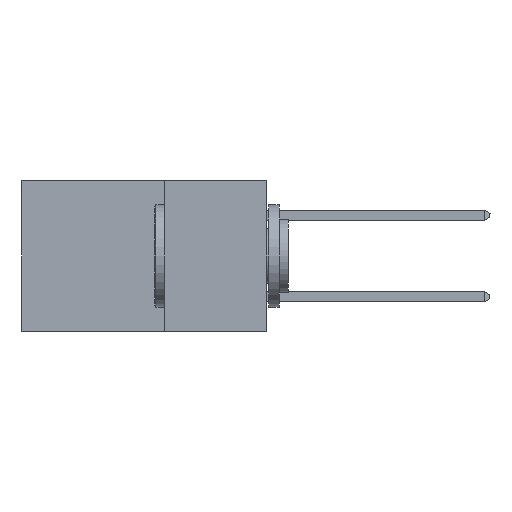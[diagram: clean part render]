
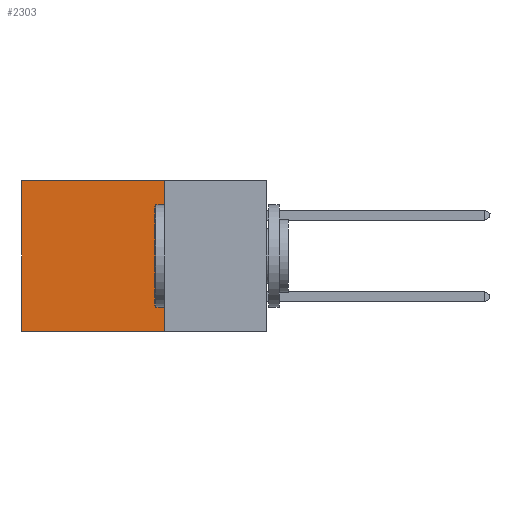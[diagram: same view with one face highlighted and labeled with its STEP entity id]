
A CAD part, left-side view. The second image highlights one B-rep face of the part: STEP entity #2303.
In plain terms, the highlighted planar face has unit normal (-1, 0, 0).
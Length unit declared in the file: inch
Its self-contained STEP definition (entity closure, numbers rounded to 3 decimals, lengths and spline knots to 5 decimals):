
#140 = VERTEX_POINT ( 'NONE', #20737 ) ;
#810 = CARTESIAN_POINT ( 'NONE',  ( 0.2875, 0.25, 0. ) ) ;
#1287 = CARTESIAN_POINT ( 'NONE',  ( 0.2875, 0.25, -0.37 ) ) ;
#2133 = VECTOR ( 'NONE', #33537, 39.37008 ) ;
#2303 = ADVANCED_FACE ( 'NONE', ( #7157 ), #12397, .F. ) ;
#3682 = DIRECTION ( 'NONE',  ( 0., 0., -1. ) ) ;
#6643 = VERTEX_POINT ( 'NONE', #23929 ) ;
#7087 = VECTOR ( 'NONE', #9803, 39.37008 ) ;
#7157 = FACE_OUTER_BOUND ( 'NONE', #28654, .T. ) ;
#7425 = DIRECTION ( 'NONE',  ( 0., 1., 0. ) ) ;
#7941 = CARTESIAN_POINT ( 'NONE',  ( 0.2875, 0.25, -0.37 ) ) ;
#9803 = DIRECTION ( 'NONE',  ( 0., 0., -1. ) ) ;
#9804 = EDGE_CURVE ( 'NONE', #24155, #140, #32217, .T. ) ;
#10235 = LINE ( 'NONE', #21446, #2133 ) ;
#10853 = EDGE_CURVE ( 'NONE', #24155, #21571, #10235, .T. ) ;
#12397 = PLANE ( 'NONE',  #22168 ) ;
#19779 = ORIENTED_EDGE ( 'NONE', *, *, #9804, .T. ) ;
#20737 = CARTESIAN_POINT ( 'NONE',  ( 0.2875, 0.6, 0. ) ) ;
#21446 = CARTESIAN_POINT ( 'NONE',  ( 0.2875, 0.25, 0. ) ) ;
#21571 = VERTEX_POINT ( 'NONE', #1287 ) ;
#22168 = AXIS2_PLACEMENT_3D ( 'NONE', #36979, #24188, #3682 ) ;
#23929 = CARTESIAN_POINT ( 'NONE',  ( 0.2875, 0.6, -0.37 ) ) ;
#24155 = VERTEX_POINT ( 'NONE', #34742 ) ;
#24188 = DIRECTION ( 'NONE',  ( 1., 0., 0. ) ) ;
#25963 = VECTOR ( 'NONE', #7425, 39.37008 ) ;
#27624 = LINE ( 'NONE', #7941, #34301 ) ;
#27735 = ORIENTED_EDGE ( 'NONE', *, *, #10853, .F. ) ;
#28654 = EDGE_LOOP ( 'NONE', ( #33664, #37349, #27735, #19779 ) ) ;
#30872 = CARTESIAN_POINT ( 'NONE',  ( 0.2875, 0.6, 0. ) ) ;
#31315 = EDGE_CURVE ( 'NONE', #21571, #6643, #27624, .T. ) ;
#32217 = LINE ( 'NONE', #810, #25963 ) ;
#33537 = DIRECTION ( 'NONE',  ( 0., 0., -1. ) ) ;
#33664 = ORIENTED_EDGE ( 'NONE', *, *, #37675, .T. ) ;
#34301 = VECTOR ( 'NONE', #37910, 39.37008 ) ;
#34742 = CARTESIAN_POINT ( 'NONE',  ( 0.2875, 0.25, 0. ) ) ;
#36979 = CARTESIAN_POINT ( 'NONE',  ( 0.2875, 0.25, 0. ) ) ;
#37252 = LINE ( 'NONE', #30872, #7087 ) ;
#37349 = ORIENTED_EDGE ( 'NONE', *, *, #31315, .F. ) ;
#37675 = EDGE_CURVE ( 'NONE', #140, #6643, #37252, .T. ) ;
#37910 = DIRECTION ( 'NONE',  ( 0., 1., 0. ) ) ;
